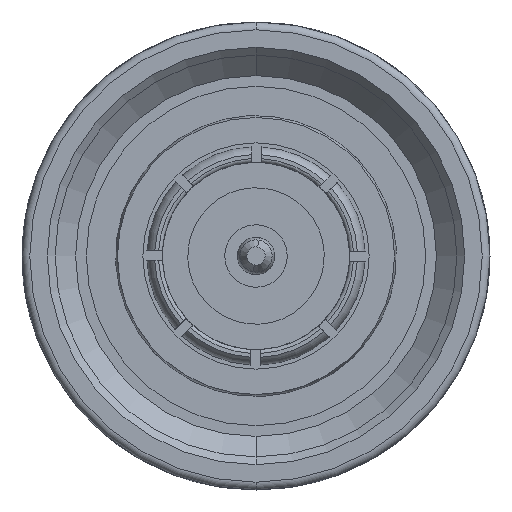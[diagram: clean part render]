
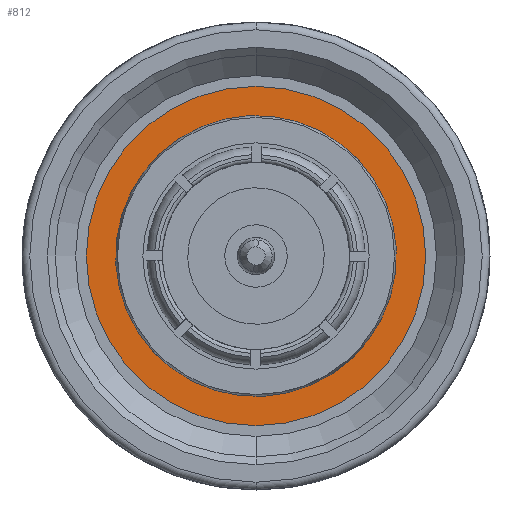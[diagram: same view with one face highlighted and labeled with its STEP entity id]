
A CAD part, left-side view. The second image highlights one B-rep face of the part: STEP entity #812.
In plain terms, the highlighted planar face has unit normal (-1, 0, 0).
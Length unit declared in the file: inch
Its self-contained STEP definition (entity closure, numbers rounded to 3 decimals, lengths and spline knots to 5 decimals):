
#44 = DIRECTION ( 'NONE',  ( 0., 0., -1. ) ) ;
#52 = EDGE_CURVE ( 'NONE', #4538, #977, #565, .T. ) ;
#92 = AXIS2_PLACEMENT_3D ( 'NONE', #707, #1595, #4564 ) ;
#197 = ORIENTED_EDGE ( 'NONE', *, *, #1771, .F. ) ;
#565 = CIRCLE ( 'NONE', #2800, 0.14055 ) ;
#707 = CARTESIAN_POINT ( 'NONE',  ( 0.24803, 0., 0. ) ) ;
#728 = AXIS2_PLACEMENT_3D ( 'NONE', #3543, #4762, #44 ) ;
#812 = ADVANCED_FACE ( 'NONE', ( #4639, #2538 ), #4227, .T. ) ;
#977 = VERTEX_POINT ( 'NONE', #3124 ) ;
#1209 = DIRECTION ( 'NONE',  ( 1., 0., 0. ) ) ;
#1357 = DIRECTION ( 'NONE',  ( 1., 0., 0. ) ) ;
#1465 = EDGE_LOOP ( 'NONE', ( #4103, #197 ) ) ;
#1595 = DIRECTION ( 'NONE',  ( 1., 0., 0. ) ) ;
#1711 = CARTESIAN_POINT ( 'NONE',  ( 0.24803, 0., -0.17126 ) ) ;
#1771 = EDGE_CURVE ( 'NONE', #4313, #3469, #5349, .T. ) ;
#2485 = CARTESIAN_POINT ( 'NONE',  ( 0.24803, 0., 0.17126 ) ) ;
#2538 = FACE_BOUND ( 'NONE', #4175, .T. ) ;
#2606 = CARTESIAN_POINT ( 'NONE',  ( 0.24803, 0., 0. ) ) ;
#2707 = AXIS2_PLACEMENT_3D ( 'NONE', #4284, #3407, #5105 ) ;
#2798 = AXIS2_PLACEMENT_3D ( 'NONE', #5468, #1209, #2958 ) ;
#2800 = AXIS2_PLACEMENT_3D ( 'NONE', #2606, #1357, #5198 ) ;
#2934 = CARTESIAN_POINT ( 'NONE',  ( 0.24803, 0., -0.14055 ) ) ;
#2958 = DIRECTION ( 'NONE',  ( 0., 0., -1. ) ) ;
#3124 = CARTESIAN_POINT ( 'NONE',  ( 0.24803, 0., 0.14055 ) ) ;
#3407 = DIRECTION ( 'NONE',  ( -1., 0., 0. ) ) ;
#3469 = VERTEX_POINT ( 'NONE', #1711 ) ;
#3543 = CARTESIAN_POINT ( 'NONE',  ( 0.24803, 0., 0. ) ) ;
#3832 = EDGE_CURVE ( 'NONE', #977, #4538, #4273, .T. ) ;
#4103 = ORIENTED_EDGE ( 'NONE', *, *, #4783, .F. ) ;
#4155 = ORIENTED_EDGE ( 'NONE', *, *, #52, .T. ) ;
#4175 = EDGE_LOOP ( 'NONE', ( #4155, #4653 ) ) ;
#4227 = PLANE ( 'NONE',  #2707 ) ;
#4273 = CIRCLE ( 'NONE', #728, 0.14055 ) ;
#4284 = CARTESIAN_POINT ( 'NONE',  ( 0.24803, 0.14055, 0. ) ) ;
#4313 = VERTEX_POINT ( 'NONE', #2485 ) ;
#4538 = VERTEX_POINT ( 'NONE', #2934 ) ;
#4564 = DIRECTION ( 'NONE',  ( 0., 0., -1. ) ) ;
#4639 = FACE_OUTER_BOUND ( 'NONE', #1465, .T. ) ;
#4653 = ORIENTED_EDGE ( 'NONE', *, *, #3832, .T. ) ;
#4762 = DIRECTION ( 'NONE',  ( 1., 0., 0. ) ) ;
#4783 = EDGE_CURVE ( 'NONE', #3469, #4313, #4892, .T. ) ;
#4892 = CIRCLE ( 'NONE', #92, 0.17126 ) ;
#5105 = DIRECTION ( 'NONE',  ( 0., 0., 1. ) ) ;
#5198 = DIRECTION ( 'NONE',  ( 0., 0., -1. ) ) ;
#5349 = CIRCLE ( 'NONE', #2798, 0.17126 ) ;
#5468 = CARTESIAN_POINT ( 'NONE',  ( 0.24803, 0., 0. ) ) ;
